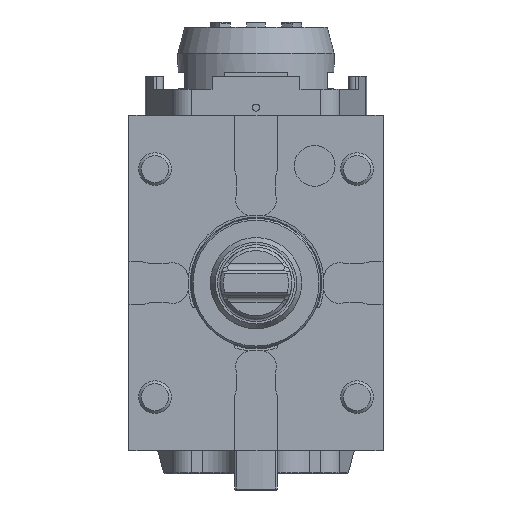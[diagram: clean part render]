
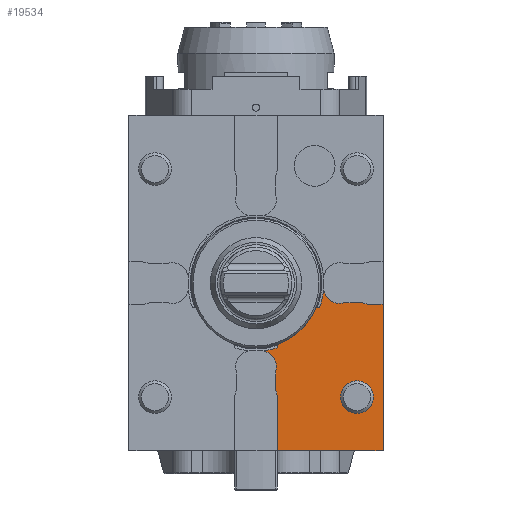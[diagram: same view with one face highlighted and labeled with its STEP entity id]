
A CAD part, front view. The second image highlights one B-rep face of the part: STEP entity #19534.
In plain terms, the highlighted planar face has unit normal (0, -1, 0).
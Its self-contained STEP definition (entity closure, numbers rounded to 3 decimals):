
#43 = CARTESIAN_POINT ( 'NONE',  ( 0., -85., -90. ) ) ;
#196 = VERTEX_POINT ( 'NONE', #1814 ) ;
#321 = CARTESIAN_POINT ( 'NONE',  ( 34.879, -85., -1.5 ) ) ;
#557 = ORIENTED_EDGE ( 'NONE', *, *, #15647, .T. ) ;
#897 = ORIENTED_EDGE ( 'NONE', *, *, #16457, .F. ) ;
#1533 = DIRECTION ( 'NONE',  ( 0., 0., 1. ) ) ;
#1560 = LINE ( 'NONE', #10006, #3613 ) ;
#1814 = CARTESIAN_POINT ( 'NONE',  ( 6.5, -85., -18.793 ) ) ;
#2321 = LINE ( 'NONE', #4367, #2938 ) ;
#2396 = CIRCLE ( 'NONE', #2816, 5. ) ;
#2816 = AXIS2_PLACEMENT_3D ( 'NONE', #4178, #12499, #20820 ) ;
#2908 = ORIENTED_EDGE ( 'NONE', *, *, #18657, .F. ) ;
#2938 = VECTOR ( 'NONE', #23451, 1000. ) ;
#3077 = CARTESIAN_POINT ( 'NONE',  ( 6.5, -85., -7.5 ) ) ;
#3599 = ORIENTED_EDGE ( 'NONE', *, *, #4309, .F. ) ;
#3613 = VECTOR ( 'NONE', #18201, 1000. ) ;
#4178 = CARTESIAN_POINT ( 'NONE',  ( 1.5, -85., -34.879 ) ) ;
#4309 = EDGE_CURVE ( 'NONE', #4952, #22169, #2396, .T. ) ;
#4367 = CARTESIAN_POINT ( 'NONE',  ( 27.261, -85., -6. ) ) ;
#4420 = CARTESIAN_POINT ( 'NONE',  ( 32.7, -85., -6. ) ) ;
#4849 = AXIS2_PLACEMENT_3D ( 'NONE', #25423, #8664, #6595 ) ;
#4952 = VERTEX_POINT ( 'NONE', #23085 ) ;
#5252 = DIRECTION ( 'NONE',  ( 0., 0., -1. ) ) ;
#5835 = VERTEX_POINT ( 'NONE', #24831 ) ;
#6024 = ORIENTED_EDGE ( 'NONE', *, *, #11652, .F. ) ;
#6056 = VERTEX_POINT ( 'NONE', #7353 ) ;
#6333 = DIRECTION ( 'NONE',  ( 0., 0., -1. ) ) ;
#6451 = DIRECTION ( 'NONE',  ( 0., 0., 1. ) ) ;
#6595 = DIRECTION ( 'NONE',  ( 0., 0., -1. ) ) ;
#6726 = PLANE ( 'NONE',  #20096 ) ;
#6765 = CARTESIAN_POINT ( 'NONE',  ( 39., -85., 0. ) ) ;
#6817 = CARTESIAN_POINT ( 'NONE',  ( 39., -85., -51.5 ) ) ;
#7037 = CARTESIAN_POINT ( 'NONE',  ( 31., -85., -40. ) ) ;
#7281 = CARTESIAN_POINT ( 'NONE',  ( 0., -85., 0. ) ) ;
#7353 = CARTESIAN_POINT ( 'NONE',  ( 6.5, -85., -19.852 ) ) ;
#7362 = VECTOR ( 'NONE', #18409, 1000. ) ;
#7552 = EDGE_CURVE ( 'NONE', #19187, #25251, #1560, .T. ) ;
#7601 = CARTESIAN_POINT ( 'NONE',  ( 6., -85., -32.7 ) ) ;
#7890 = CARTESIAN_POINT ( 'NONE',  ( 6.5, -85., -51.5 ) ) ;
#7976 = AXIS2_PLACEMENT_3D ( 'NONE', #11691, #25895, #26030 ) ;
#8516 = CIRCLE ( 'NONE', #16833, 19.885 ) ;
#8664 = DIRECTION ( 'NONE',  ( 0., -1., 0. ) ) ;
#9355 = CIRCLE ( 'NONE', #24618, 5. ) ;
#9388 = LINE ( 'NONE', #13364, #13194 ) ;
#9453 = LINE ( 'NONE', #6765, #16063 ) ;
#9926 = AXIS2_PLACEMENT_3D ( 'NONE', #18247, #14174, #26447 ) ;
#10006 = CARTESIAN_POINT ( 'NONE',  ( -39., -85., -51.5 ) ) ;
#10152 = VECTOR ( 'NONE', #5252, 1000. ) ;
#10450 = VECTOR ( 'NONE', #16158, 1000. ) ;
#10560 = FACE_OUTER_BOUND ( 'NONE', #26088, .T. ) ;
#11152 = CARTESIAN_POINT ( 'NONE',  ( 18.417, -85., -7.5 ) ) ;
#11560 = ORIENTED_EDGE ( 'NONE', *, *, #12048, .T. ) ;
#11652 = EDGE_CURVE ( 'NONE', #25251, #4952, #9388, .T. ) ;
#11691 = CARTESIAN_POINT ( 'NONE',  ( 31., -85., -35. ) ) ;
#11853 = LINE ( 'NONE', #20183, #7362 ) ;
#12048 = EDGE_CURVE ( 'NONE', #196, #6056, #15399, .T. ) ;
#12499 = DIRECTION ( 'NONE',  ( 0., -1., 0. ) ) ;
#12529 = CARTESIAN_POINT ( 'NONE',  ( 27.261, -85., -6. ) ) ;
#12661 = ORIENTED_EDGE ( 'NONE', *, *, #13777, .T. ) ;
#12972 = CIRCLE ( 'NONE', #25172, 5. ) ;
#12989 = VERTEX_POINT ( 'NONE', #24334 ) ;
#12993 = CIRCLE ( 'NONE', #9926, 20.89 ) ;
#13194 = VECTOR ( 'NONE', #19636, 1000. ) ;
#13271 = EDGE_CURVE ( 'NONE', #19289, #26903, #12972, .T. ) ;
#13364 = CARTESIAN_POINT ( 'NONE',  ( 6.5, -85., -51.5 ) ) ;
#13415 = EDGE_CURVE ( 'NONE', #15479, #24382, #2321, .T. ) ;
#13777 = EDGE_CURVE ( 'NONE', #6056, #26903, #12993, .T. ) ;
#14174 = DIRECTION ( 'NONE',  ( 0., 1., 0. ) ) ;
#14245 = LINE ( 'NONE', #24737, #10450 ) ;
#14254 = CIRCLE ( 'NONE', #17728, 20.89 ) ;
#14387 = EDGE_CURVE ( 'NONE', #23963, #19187, #9453, .T. ) ;
#14460 = ORIENTED_EDGE ( 'NONE', *, *, #21267, .F. ) ;
#14542 = FACE_BOUND ( 'NONE', #23660, .T. ) ;
#14852 = VERTEX_POINT ( 'NONE', #7037 ) ;
#15068 = ORIENTED_EDGE ( 'NONE', *, *, #14387, .F. ) ;
#15127 = ORIENTED_EDGE ( 'NONE', *, *, #22452, .T. ) ;
#15284 = CARTESIAN_POINT ( 'NONE',  ( 2.139, -85., -20.78 ) ) ;
#15399 = LINE ( 'NONE', #3077, #10152 ) ;
#15479 = VERTEX_POINT ( 'NONE', #12529 ) ;
#15647 = EDGE_CURVE ( 'NONE', #5835, #23736, #11853, .T. ) ;
#16063 = VECTOR ( 'NONE', #22253, 1000. ) ;
#16096 = ORIENTED_EDGE ( 'NONE', *, *, #18076, .T. ) ;
#16127 = ORIENTED_EDGE ( 'NONE', *, *, #19504, .F. ) ;
#16158 = DIRECTION ( 'NONE',  ( 1., 0., 0. ) ) ;
#16457 = EDGE_CURVE ( 'NONE', #24382, #12989, #9355, .T. ) ;
#16833 = AXIS2_PLACEMENT_3D ( 'NONE', #7281, #24323, #1533 ) ;
#16989 = DIRECTION ( 'NONE',  ( 0., -1., 0. ) ) ;
#17556 = LINE ( 'NONE', #7601, #26291 ) ;
#17728 = AXIS2_PLACEMENT_3D ( 'NONE', #23168, #25237, #26884 ) ;
#17877 = CARTESIAN_POINT ( 'NONE',  ( 1.25, -85., -25.7 ) ) ;
#17987 = CARTESIAN_POINT ( 'NONE',  ( 6., -85., -27.261 ) ) ;
#18076 = EDGE_CURVE ( 'NONE', #25382, #5835, #14254, .T. ) ;
#18201 = DIRECTION ( 'NONE',  ( -1., 0., 0. ) ) ;
#18247 = CARTESIAN_POINT ( 'NONE',  ( 0., -85., 0. ) ) ;
#18409 = DIRECTION ( 'NONE',  ( -1., 0., 0. ) ) ;
#18657 = EDGE_CURVE ( 'NONE', #12989, #23963, #14245, .T. ) ;
#19175 = CARTESIAN_POINT ( 'NONE',  ( 20.78, -85., -2.139 ) ) ;
#19187 = VERTEX_POINT ( 'NONE', #6817 ) ;
#19280 = ORIENTED_EDGE ( 'NONE', *, *, #13415, .F. ) ;
#19289 = VERTEX_POINT ( 'NONE', #17987 ) ;
#19504 = EDGE_CURVE ( 'NONE', #25382, #15479, #23130, .T. ) ;
#19534 = ADVANCED_FACE ( 'Defeature completata1_13', ( #10560, #14542 ), #6726, .T. ) ;
#19636 = DIRECTION ( 'NONE',  ( 0., 0., 1. ) ) ;
#20043 = ORIENTED_EDGE ( 'NONE', *, *, #21717, .F. ) ;
#20096 = AXIS2_PLACEMENT_3D ( 'NONE', #43, #16989, #6333 ) ;
#20183 = CARTESIAN_POINT ( 'NONE',  ( 39., -85., -7.5 ) ) ;
#20820 = DIRECTION ( 'NONE',  ( 0., 0., -1. ) ) ;
#21267 = EDGE_CURVE ( 'NONE', #14852, #14852, #24956, .T. ) ;
#21717 = EDGE_CURVE ( 'NONE', #22169, #19289, #17556, .T. ) ;
#22089 = DIRECTION ( 'NONE',  ( 0., -1., 0. ) ) ;
#22169 = VERTEX_POINT ( 'NONE', #22894 ) ;
#22253 = DIRECTION ( 'NONE',  ( 0., 0., -1. ) ) ;
#22452 = EDGE_CURVE ( 'NONE', #23736, #196, #8516, .T. ) ;
#22894 = CARTESIAN_POINT ( 'NONE',  ( 6., -85., -32.7 ) ) ;
#22962 = DIRECTION ( 'NONE',  ( 0., -1., 0. ) ) ;
#23085 = CARTESIAN_POINT ( 'NONE',  ( 6.5, -85., -34.879 ) ) ;
#23130 = CIRCLE ( 'NONE', #4849, 5. ) ;
#23168 = CARTESIAN_POINT ( 'NONE',  ( 0., -85., 0. ) ) ;
#23220 = ORIENTED_EDGE ( 'NONE', *, *, #7552, .F. ) ;
#23451 = DIRECTION ( 'NONE',  ( 1., 0., 0. ) ) ;
#23660 = EDGE_LOOP ( 'NONE', ( #14460 ) ) ;
#23736 = VERTEX_POINT ( 'NONE', #11152 ) ;
#23963 = VERTEX_POINT ( 'NONE', #26692 ) ;
#24323 = DIRECTION ( 'NONE',  ( 0., 1., 0. ) ) ;
#24334 = CARTESIAN_POINT ( 'NONE',  ( 34.879, -85., -6.5 ) ) ;
#24382 = VERTEX_POINT ( 'NONE', #4420 ) ;
#24618 = AXIS2_PLACEMENT_3D ( 'NONE', #321, #22962, #6451 ) ;
#24737 = CARTESIAN_POINT ( 'NONE',  ( 34.879, -85., -6.5 ) ) ;
#24831 = CARTESIAN_POINT ( 'NONE',  ( 19.497, -85., -7.5 ) ) ;
#24956 = CIRCLE ( 'NONE', #7976, 5. ) ;
#25060 = ORIENTED_EDGE ( 'NONE', *, *, #13271, .F. ) ;
#25172 = AXIS2_PLACEMENT_3D ( 'NONE', #17877, #22089, #26065 ) ;
#25237 = DIRECTION ( 'NONE',  ( 0., 1., 0. ) ) ;
#25251 = VERTEX_POINT ( 'NONE', #7890 ) ;
#25382 = VERTEX_POINT ( 'NONE', #19175 ) ;
#25423 = CARTESIAN_POINT ( 'NONE',  ( 25.7, -85., -1.25 ) ) ;
#25895 = DIRECTION ( 'NONE',  ( 0., -1., 0. ) ) ;
#26008 = DIRECTION ( 'NONE',  ( 0., 0., 1. ) ) ;
#26030 = DIRECTION ( 'NONE',  ( 0., 0., -1. ) ) ;
#26065 = DIRECTION ( 'NONE',  ( 0., 0., -1. ) ) ;
#26088 = EDGE_LOOP ( 'NONE', ( #3599, #6024, #23220, #15068, #2908, #897, #19280, #16127, #16096, #557, #15127, #11560, #12661, #25060, #20043 ) ) ;
#26291 = VECTOR ( 'NONE', #26008, 1000. ) ;
#26447 = DIRECTION ( 'NONE',  ( 0., 0., 1. ) ) ;
#26692 = CARTESIAN_POINT ( 'NONE',  ( 39., -85., -6.5 ) ) ;
#26884 = DIRECTION ( 'NONE',  ( 0., 0., 1. ) ) ;
#26903 = VERTEX_POINT ( 'NONE', #15284 ) ;
